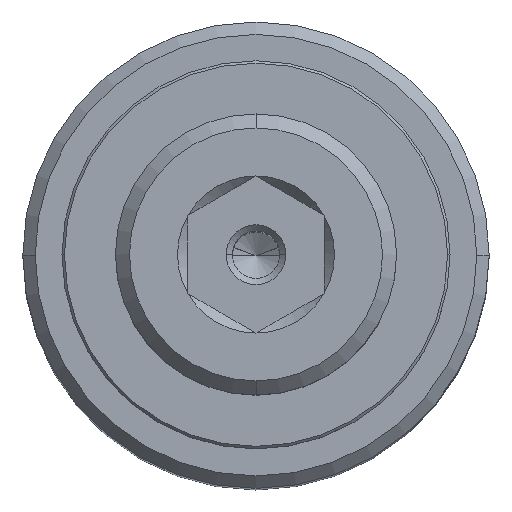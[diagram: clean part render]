
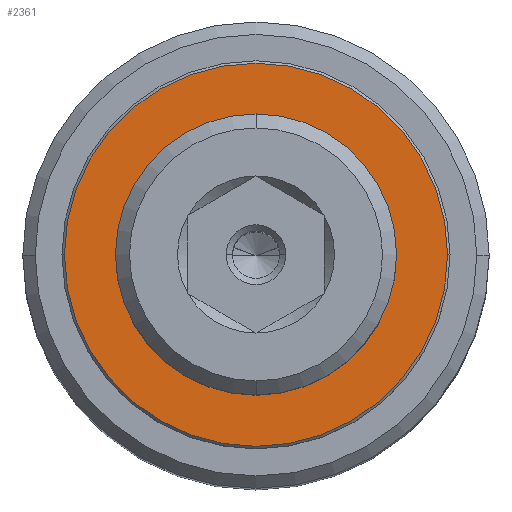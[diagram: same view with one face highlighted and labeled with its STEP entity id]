
A CAD part, top view. The second image highlights one B-rep face of the part: STEP entity #2361.
In plain terms, the highlighted planar face has unit normal (0, 0, 1).
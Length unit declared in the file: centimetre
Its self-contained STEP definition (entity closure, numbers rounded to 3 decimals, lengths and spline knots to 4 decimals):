
#130 = CARTESIAN_POINT ( 'NONE',  ( 0., 0., 2.3749 ) ) ;
#131 = DIRECTION ( 'NONE',  ( 0., 0., 1. ) ) ;
#132 = DIRECTION ( 'NONE',  ( 0., -1., 0. ) ) ;
#137 = CARTESIAN_POINT ( 'NONE',  ( 0., 0., 2.3749 ) ) ;
#138 = DIRECTION ( 'NONE',  ( 0., 0., -1. ) ) ;
#139 = DIRECTION ( 'NONE',  ( -1., 0., 0. ) ) ;
#238 = CARTESIAN_POINT ( 'NONE',  ( 0., 0., 2.3749 ) ) ;
#239 = DIRECTION ( 'NONE',  ( 0., 0., -1. ) ) ;
#240 = DIRECTION ( 'NONE',  ( -1., 0., 0. ) ) ;
#253 = CARTESIAN_POINT ( 'NONE',  ( 0., 0., 2.3749 ) ) ;
#254 = DIRECTION ( 'NONE',  ( 0., 0., 1. ) ) ;
#255 = DIRECTION ( 'NONE',  ( 0., -1., 0. ) ) ;
#522 = CARTESIAN_POINT ( 'NONE',  ( 0., 0., 2.3749 ) ) ;
#525 = PLANE ( 'NONE',  #2848 ) ;
#527 = DIRECTION ( 'NONE',  ( 0., 0., -1. ) ) ;
#528 = DIRECTION ( 'NONE',  ( 0., 1., 0. ) ) ;
#767 = FACE_OUTER_BOUND ( 'NONE', #1650, .T. ) ;
#777 = FACE_BOUND ( 'NONE', #1662, .T. ) ;
#1131 = ORIENTED_EDGE ( 'NONE', *, *, #1866, .F. ) ;
#1177 = ORIENTED_EDGE ( 'NONE', *, *, #1819, .F. ) ;
#1182 = ORIENTED_EDGE ( 'NONE', *, *, #1816, .F. ) ;
#1224 = ORIENTED_EDGE ( 'NONE', *, *, #1859, .F. ) ;
#1274 = CARTESIAN_POINT ( 'NONE',  ( 0.3912, 0., 2.3749 ) ) ;
#1285 = CARTESIAN_POINT ( 'NONE',  ( 0., 0.2583, 2.3749 ) ) ;
#1286 = CARTESIAN_POINT ( 'NONE',  ( 0., -0.2583, 2.3749 ) ) ;
#1351 = CARTESIAN_POINT ( 'NONE',  ( -0.3912, 0., 2.3749 ) ) ;
#1378 = AXIS2_PLACEMENT_3D ( 'NONE', #238, #239, #240 ) ;
#1380 = AXIS2_PLACEMENT_3D ( 'NONE', #253, #254, #255 ) ;
#1448 = VERTEX_POINT ( 'NONE', #1286 ) ;
#1457 = VERTEX_POINT ( 'NONE', #1285 ) ;
#1462 = VERTEX_POINT ( 'NONE', #1274 ) ;
#1650 = EDGE_LOOP ( 'NONE', ( #1224, #1177 ) ) ;
#1662 = EDGE_LOOP ( 'NONE', ( #1131, #1182 ) ) ;
#1675 = VERTEX_POINT ( 'NONE', #1351 ) ;
#1816 = EDGE_CURVE ( 'NONE', #1457, #1448, #2491, .T. ) ;
#1819 = EDGE_CURVE ( 'NONE', #1462, #1675, #2493, .T. ) ;
#1859 = EDGE_CURVE ( 'NONE', #1675, #1462, #2554, .T. ) ;
#1866 = EDGE_CURVE ( 'NONE', #1448, #1457, #2565, .T. ) ;
#2361 = ADVANCED_FACE ( 'NONE', ( #767, #777 ), #525, .F. ) ;
#2491 = CIRCLE ( 'NONE', #2730, 0.2583 ) ;
#2493 = CIRCLE ( 'NONE', #2704, 0.3912 ) ;
#2554 = CIRCLE ( 'NONE', #1378, 0.3912 ) ;
#2565 = CIRCLE ( 'NONE', #1380, 0.2583 ) ;
#2704 = AXIS2_PLACEMENT_3D ( 'NONE', #137, #138, #139 ) ;
#2730 = AXIS2_PLACEMENT_3D ( 'NONE', #130, #131, #132 ) ;
#2848 = AXIS2_PLACEMENT_3D ( 'NONE', #522, #527, #528 ) ;
